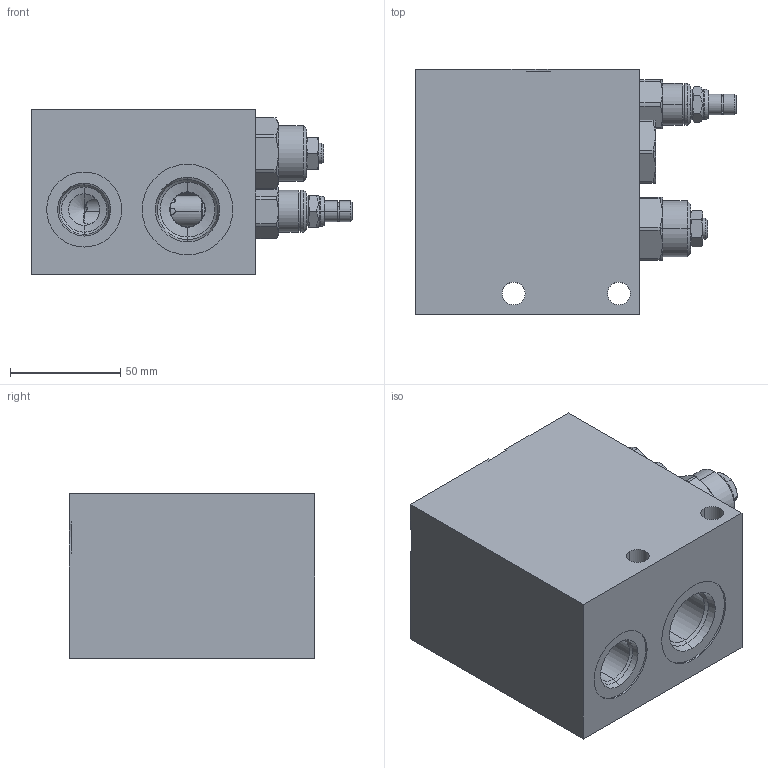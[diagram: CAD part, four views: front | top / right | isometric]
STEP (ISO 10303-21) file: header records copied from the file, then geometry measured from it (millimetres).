
FILE_DESCRIPTION((''),'2;1');
FILE_NAME('YDEMLHNBL_ASM','2020-07-16T',('ProEService'),(''),'PRO/ENGINEER BY PARAMETRIC TECHNOLOGY CORPORATION, 2014200','PRO/ENGINEER BY PARAMETRIC TECHNOLOGY CORPORATION, 2014200','');
FILE_SCHEMA(('CONFIG_CONTROL_DESIGN'));
Length unit declared in the file: inch
Products named in the file (5): 151-208-002; RPECLAN; COFAXEN; CBEALHN; YDEMLHNBL_ASM
Assembly tree (4 placements, depth 2):
  YDEMLHNBL_ASM
    151-208-002
    RPECLAN
    COFAXEN
    CBEALHN
Bounding box: 145.36 x 111.12 x 74.63 mm (x, y, z)
Volume: 727186.4 mm3; surface area: 126024 mm2
Topology: 12 solids, 15 shells, 764 faces, 2201 edges, 1674 vertices
Faces by surface type: cylinder 307, cone 200, plane 145, torus 78, revolution 32, sphere 2
Entity records: 30526 total; most frequent: CARTESIAN_POINT 10745, DIRECTION 4268, ORIENTED_EDGE 3502, EDGE_CURVE 1751, AXIS2_PLACEMENT_3D 1607, VERTEX_POINT 1062, VECTOR 1022, LINE 1022
